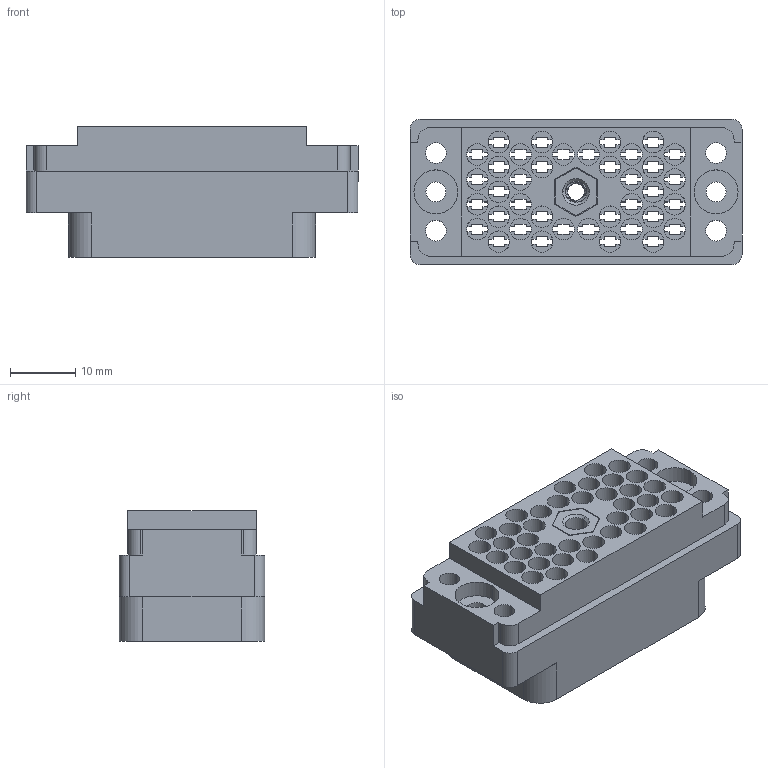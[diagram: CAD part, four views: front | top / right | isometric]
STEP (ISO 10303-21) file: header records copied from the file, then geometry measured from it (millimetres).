
FILE_DESCRIPTION (( 'STEP AP203' ), '1' );
FILE_NAME ('516-038-000-306.STEP', '2020-03-09T18:11:54', ( '' ), ( '' ), 'SwSTEP 2.0', 'SolidWorks 2016', '' );
FILE_SCHEMA (( 'CONFIG_CONTROL_DESIGN' ));
Length unit declared in the file: inch
Products named in the file (3): 516-252-035-100_516-252-035-100; 516-038-000-306; 516 Plug Insulator_038
Assembly tree (2 placements, depth 2):
  516-038-000-306
    516 Plug Insulator_038
    516-252-035-100_516-252-035-100
Bounding box: 50.8 x 22.25 x 20.04 mm (x, y, z)
Volume: 8784.1 mm3; surface area: 11838.6 mm2
Topology: 2 solids, 2 shells, 939 faces, 2738 edges, 1822 vertices
Faces by surface type: plane 652, cylinder 269, cone 12, bspline 6
Entity records: 33837 total; most frequent: CARTESIAN_POINT 7950, ORIENTED_EDGE 5476, DIRECTION 5242, EDGE_CURVE 2738, VECTOR 2010, LINE 2010, VERTEX_POINT 1822, AXIS2_PLACEMENT_3D 1616
